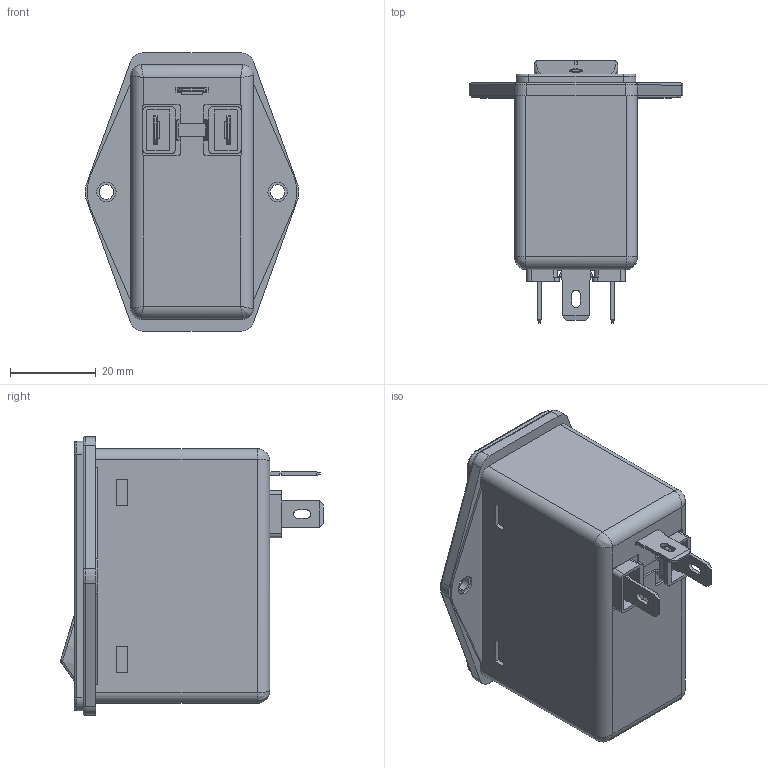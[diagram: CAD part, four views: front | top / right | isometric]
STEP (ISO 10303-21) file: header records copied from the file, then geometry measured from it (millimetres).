
FILE_DESCRIPTION (( 'STEP AP203' ), '1' );
FILE_NAME ('03IB2S.STEP', '2012-06-26T02:43:49', ( 'ken' ), ( '' ), 'SwSTEP 2.0', 'SolidWorks 2007', '' );
FILE_SCHEMA (( 'CONFIG_CONTROL_DESIGN' ));
Length unit declared in the file: millimetre
Products named in the file (1): 03IB2S
Bounding box: 50 x 61.45 x 65 mm (x, y, z)
Volume: 74702 mm3; surface area: 16222.4 mm2
Topology: 1 solids, 1 shells, 412 faces, 1094 edges, 704 vertices
Faces by surface type: plane 259, cylinder 123, torus 16, bspline 8, cone 4, sphere 2
Entity records: 12971 total; most frequent: CARTESIAN_POINT 2563, ORIENTED_EDGE 2172, DIRECTION 2126, EDGE_CURVE 1086, VECTOR 792, LINE 792, VERTEX_POINT 702, AXIS2_PLACEMENT_3D 667
